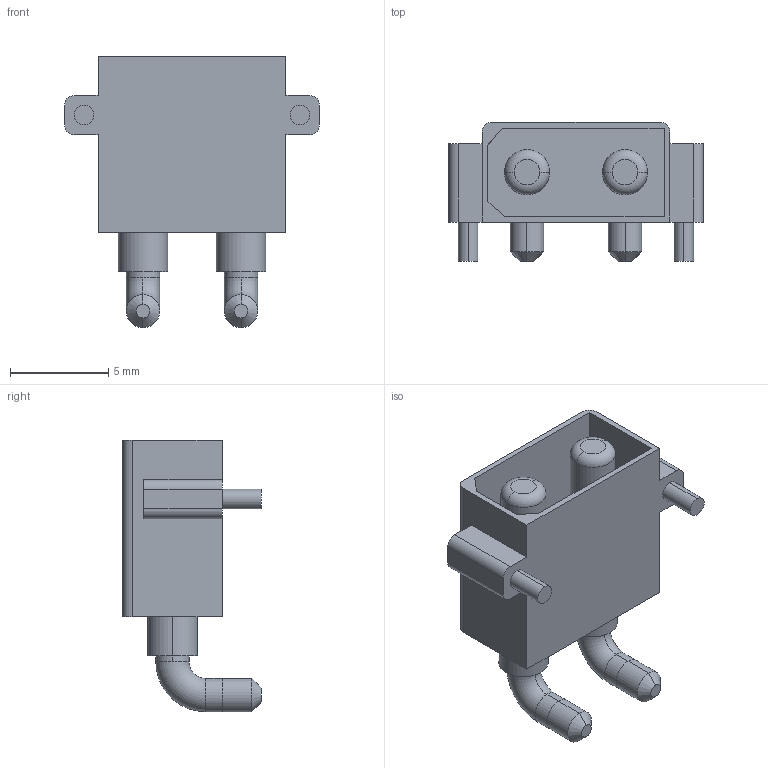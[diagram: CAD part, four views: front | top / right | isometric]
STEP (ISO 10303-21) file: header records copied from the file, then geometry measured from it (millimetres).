
FILE_DESCRIPTION (( 'STEP AP214' ), '1' );
FILE_NAME ('XT30PW_male.STEP', '2020-07-24T23:58:58', ( '' ), ( '' ), 'SwSTEP 2.0', 'SolidWorks 2017', '' );
FILE_SCHEMA (( 'AUTOMOTIVE_DESIGN' ));
Length unit declared in the file: millimetre
Products named in the file (1): XT30PW_male
Bounding box: 13 x 7.09 x 13.85 mm (x, y, z)
Volume: 323.7 mm3; surface area: 743.1 mm2
Topology: 1 solids, 1 shells, 272 faces, 710 edges, 468 vertices
Faces by surface type: plane 144, bspline 86, cylinder 30, torus 8, cone 4
Entity records: 14951 total; most frequent: CARTESIAN_POINT 6097, ORIENTED_EDGE 1420, DIRECTION 988, EDGE_CURVE 710, VERTEX_POINT 468, LINE 462, VECTOR 462, EDGE_LOOP 300
